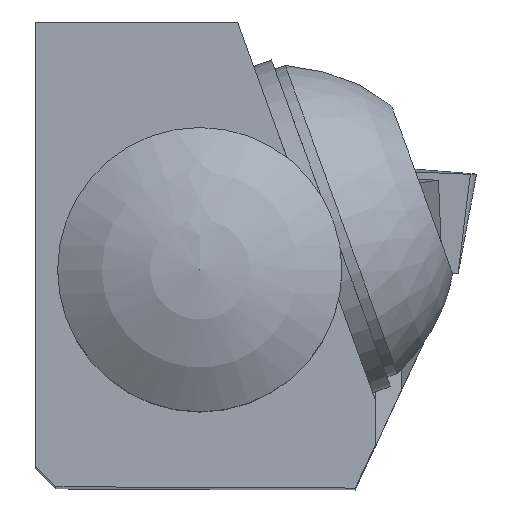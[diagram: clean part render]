
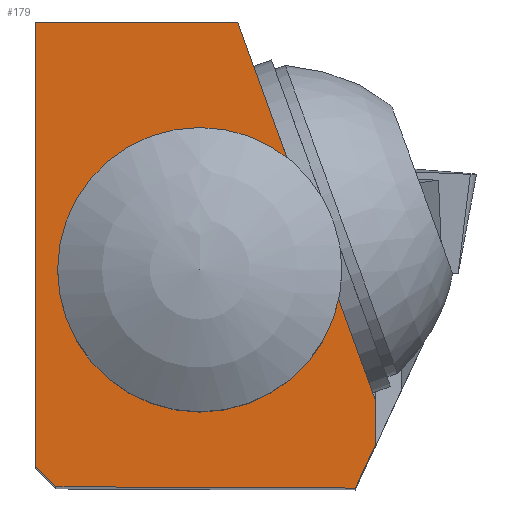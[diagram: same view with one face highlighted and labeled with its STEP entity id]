
A CAD part, top view. The second image highlights one B-rep face of the part: STEP entity #179.
In plain terms, the highlighted planar face has unit normal (0, 0, 1).
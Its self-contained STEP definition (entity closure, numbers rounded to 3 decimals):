
#115=FACE_BOUND('',#286,.T.);
#116=FACE_BOUND('',#287,.T.);
#179=ADVANCED_FACE('',(#115,#116),#228,.F.);
#228=PLANE('',#957);
#286=EDGE_LOOP('',(#431));
#287=EDGE_LOOP('',(#432,#433,#434,#435,#436,#437,#438));
#352=CIRCLE('',#956,2.5);
#431=ORIENTED_EDGE('',*,*,#687,.T.);
#432=ORIENTED_EDGE('',*,*,#680,.F.);
#433=ORIENTED_EDGE('',*,*,#688,.T.);
#434=ORIENTED_EDGE('',*,*,#689,.T.);
#435=ORIENTED_EDGE('',*,*,#690,.T.);
#436=ORIENTED_EDGE('',*,*,#691,.F.);
#437=ORIENTED_EDGE('',*,*,#684,.T.);
#438=ORIENTED_EDGE('',*,*,#677,.F.);
#600=VERTEX_POINT('',#1355);
#601=VERTEX_POINT('',#1357);
#602=VERTEX_POINT('',#1361);
#604=VERTEX_POINT('',#1369);
#606=VERTEX_POINT('',#1375);
#607=VERTEX_POINT('',#1377);
#608=VERTEX_POINT('',#1379);
#609=VERTEX_POINT('',#1381);
#677=EDGE_CURVE('',#600,#601,#769,.T.);
#680=EDGE_CURVE('',#602,#600,#772,.T.);
#684=EDGE_CURVE('',#604,#601,#775,.T.);
#687=EDGE_CURVE('',#606,#606,#352,.T.);
#688=EDGE_CURVE('',#602,#607,#778,.T.);
#689=EDGE_CURVE('',#607,#608,#779,.T.);
#690=EDGE_CURVE('',#608,#609,#780,.T.);
#691=EDGE_CURVE('',#604,#609,#781,.T.);
#769=LINE('',#1356,#832);
#772=LINE('',#1362,#835);
#775=LINE('',#1368,#838);
#778=LINE('',#1376,#841);
#779=LINE('',#1378,#842);
#780=LINE('',#1380,#843);
#781=LINE('',#1382,#844);
#832=VECTOR('',#1087,1.);
#835=VECTOR('',#1092,1.);
#838=VECTOR('',#1099,1.);
#841=VECTOR('',#1106,1.);
#842=VECTOR('',#1107,1.);
#843=VECTOR('',#1108,1.);
#844=VECTOR('',#1109,1.);
#956=AXIS2_PLACEMENT_3D('',#1374,#1104,#1105);
#957=AXIS2_PLACEMENT_3D('',#1383,#1110,#1111);
#1087=DIRECTION('',(1.,0.,0.));
#1092=DIRECTION('',(0.,1.,0.));
#1099=DIRECTION('',(-0.342,0.94,0.));
#1104=DIRECTION('',(0.,0.,-1.));
#1105=DIRECTION('',(0.,-1.,0.));
#1106=DIRECTION('',(0.706,-0.709,0.));
#1107=DIRECTION('',(1.,-0.004,0.));
#1108=DIRECTION('',(0.423,0.906,0.));
#1109=DIRECTION('',(0.,-1.,0.));
#1110=DIRECTION('',(0.,0.,-1.));
#1111=DIRECTION('',(0.,-1.,0.));
#1355=CARTESIAN_POINT('',(0.,14.75,-8.));
#1356=CARTESIAN_POINT('',(0.,14.75,-8.));
#1357=CARTESIAN_POINT('',(6.4,14.75,-8.));
#1361=CARTESIAN_POINT('',(0.,0.694,-8.));
#1362=CARTESIAN_POINT('',(0.,0.,-8.));
#1368=CARTESIAN_POINT('',(11.769,0.,-8.));
#1369=CARTESIAN_POINT('',(10.75,2.8,-8.));
#1374=CARTESIAN_POINT('',(5.2,6.9,-8.));
#1375=CARTESIAN_POINT('',(5.2,4.4,-8.));
#1376=CARTESIAN_POINT('',(0.,0.694,-8.));
#1377=CARTESIAN_POINT('',(0.65,0.041,-8.));
#1378=CARTESIAN_POINT('',(0.,0.044,-8.));
#1379=CARTESIAN_POINT('',(10.122,0.,-8.));
#1380=CARTESIAN_POINT('',(8.314,-3.877,-8.));
#1381=CARTESIAN_POINT('',(10.75,1.347,-8.));
#1382=CARTESIAN_POINT('',(10.75,16.,-8.));
#1383=CARTESIAN_POINT('',(0.,0.,-8.));
